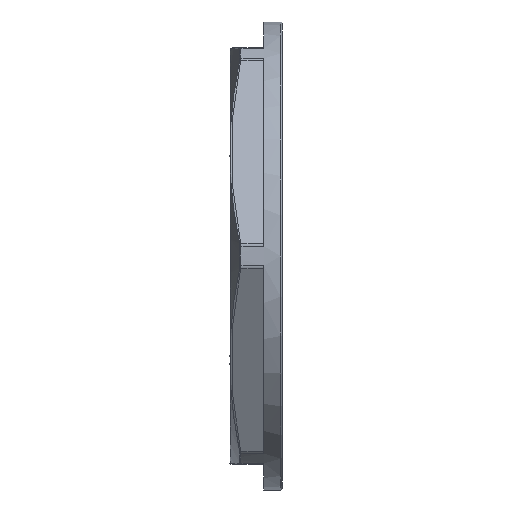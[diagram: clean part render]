
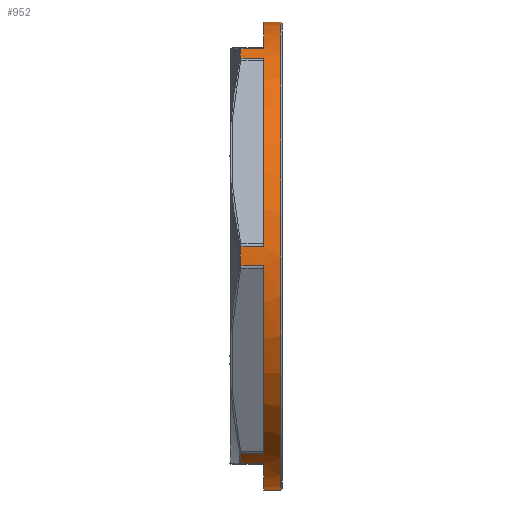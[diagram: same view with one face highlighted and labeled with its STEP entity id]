
A CAD part, front view. The second image highlights one B-rep face of the part: STEP entity #952.
In plain terms, the highlighted cylindrical face has radius 36.65 mm (diameter 73.3 mm), a full revolution.
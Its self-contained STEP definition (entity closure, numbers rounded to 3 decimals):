
#35=FACE_BOUND('',#192,.T.);
#47=LINE('',#1424,#79);
#49=LINE('',#1438,#81);
#50=LINE('',#1442,#82);
#51=LINE('',#1446,#83);
#52=LINE('',#1450,#84);
#53=LINE('',#1454,#85);
#54=LINE('',#1458,#86);
#55=LINE('',#1462,#87);
#56=LINE('',#1466,#88);
#57=LINE('',#1470,#89);
#58=LINE('',#1474,#90);
#59=LINE('',#1477,#91);
#79=VECTOR('',#1133,3.563);
#81=VECTOR('',#1149,3.563);
#82=VECTOR('',#1152,3.563);
#83=VECTOR('',#1155,3.563);
#84=VECTOR('',#1158,3.563);
#85=VECTOR('',#1161,3.563);
#86=VECTOR('',#1164,3.563);
#87=VECTOR('',#1167,3.563);
#88=VECTOR('',#1170,3.563);
#89=VECTOR('',#1173,3.563);
#90=VECTOR('',#1176,3.563);
#91=VECTOR('',#1179,3.563);
#112=CYLINDRICAL_SURFACE('',#1023,36.65);
#129=FACE_OUTER_BOUND('',#191,.T.);
#191=EDGE_LOOP('',(#635));
#192=EDGE_LOOP('',(#636,#637,#638,#639,#640,#641,#642,#643,#644,#645,#646,
#647,#648,#649,#650,#651,#652,#653,#654,#655,#656,#657,#658,#659));
#314=CIRCLE('',#1020,36.65);
#317=CIRCLE('',#1024,36.65);
#318=CIRCLE('',#1025,36.65);
#319=CIRCLE('',#1026,36.65);
#320=CIRCLE('',#1027,36.65);
#321=CIRCLE('',#1028,36.65);
#322=CIRCLE('',#1029,36.65);
#323=CIRCLE('',#1030,36.65);
#324=CIRCLE('',#1031,36.65);
#325=CIRCLE('',#1032,36.65);
#326=CIRCLE('',#1033,36.65);
#327=CIRCLE('',#1034,36.65);
#328=CIRCLE('',#1035,36.65);
#378=VERTEX_POINT('',#1407);
#381=VERTEX_POINT('',#1422);
#382=VERTEX_POINT('',#1427);
#384=VERTEX_POINT('',#1433);
#385=VERTEX_POINT('',#1435);
#386=VERTEX_POINT('',#1437);
#387=VERTEX_POINT('',#1439);
#388=VERTEX_POINT('',#1441);
#389=VERTEX_POINT('',#1443);
#390=VERTEX_POINT('',#1445);
#391=VERTEX_POINT('',#1447);
#392=VERTEX_POINT('',#1449);
#393=VERTEX_POINT('',#1451);
#394=VERTEX_POINT('',#1453);
#395=VERTEX_POINT('',#1455);
#396=VERTEX_POINT('',#1457);
#397=VERTEX_POINT('',#1459);
#398=VERTEX_POINT('',#1461);
#399=VERTEX_POINT('',#1463);
#400=VERTEX_POINT('',#1465);
#401=VERTEX_POINT('',#1467);
#402=VERTEX_POINT('',#1469);
#403=VERTEX_POINT('',#1471);
#404=VERTEX_POINT('',#1473);
#405=VERTEX_POINT('',#1475);
#475=EDGE_CURVE('',#381,#378,#47,.T.);
#477=EDGE_CURVE('',#378,#382,#314,.T.);
#480=EDGE_CURVE('',#384,#384,#317,.T.);
#481=EDGE_CURVE('',#385,#381,#318,.T.);
#482=EDGE_CURVE('',#386,#385,#49,.T.);
#483=EDGE_CURVE('',#387,#386,#319,.T.);
#484=EDGE_CURVE('',#388,#387,#50,.T.);
#485=EDGE_CURVE('',#389,#388,#320,.T.);
#486=EDGE_CURVE('',#390,#389,#51,.T.);
#487=EDGE_CURVE('',#391,#390,#321,.T.);
#488=EDGE_CURVE('',#392,#391,#52,.T.);
#489=EDGE_CURVE('',#393,#392,#322,.T.);
#490=EDGE_CURVE('',#394,#393,#53,.T.);
#491=EDGE_CURVE('',#395,#394,#323,.T.);
#492=EDGE_CURVE('',#396,#395,#54,.T.);
#493=EDGE_CURVE('',#397,#396,#324,.T.);
#494=EDGE_CURVE('',#398,#397,#55,.T.);
#495=EDGE_CURVE('',#399,#398,#325,.T.);
#496=EDGE_CURVE('',#400,#399,#56,.T.);
#497=EDGE_CURVE('',#401,#400,#326,.T.);
#498=EDGE_CURVE('',#402,#401,#57,.T.);
#499=EDGE_CURVE('',#403,#402,#327,.T.);
#500=EDGE_CURVE('',#404,#403,#58,.T.);
#501=EDGE_CURVE('',#405,#404,#328,.T.);
#502=EDGE_CURVE('',#382,#405,#59,.T.);
#635=ORIENTED_EDGE('',*,*,#480,.F.);
#636=ORIENTED_EDGE('',*,*,#475,.F.);
#637=ORIENTED_EDGE('',*,*,#481,.F.);
#638=ORIENTED_EDGE('',*,*,#482,.F.);
#639=ORIENTED_EDGE('',*,*,#483,.F.);
#640=ORIENTED_EDGE('',*,*,#484,.F.);
#641=ORIENTED_EDGE('',*,*,#485,.F.);
#642=ORIENTED_EDGE('',*,*,#486,.F.);
#643=ORIENTED_EDGE('',*,*,#487,.F.);
#644=ORIENTED_EDGE('',*,*,#488,.F.);
#645=ORIENTED_EDGE('',*,*,#489,.F.);
#646=ORIENTED_EDGE('',*,*,#490,.F.);
#647=ORIENTED_EDGE('',*,*,#491,.F.);
#648=ORIENTED_EDGE('',*,*,#492,.F.);
#649=ORIENTED_EDGE('',*,*,#493,.F.);
#650=ORIENTED_EDGE('',*,*,#494,.F.);
#651=ORIENTED_EDGE('',*,*,#495,.F.);
#652=ORIENTED_EDGE('',*,*,#496,.F.);
#653=ORIENTED_EDGE('',*,*,#497,.F.);
#654=ORIENTED_EDGE('',*,*,#498,.F.);
#655=ORIENTED_EDGE('',*,*,#499,.F.);
#656=ORIENTED_EDGE('',*,*,#500,.F.);
#657=ORIENTED_EDGE('',*,*,#501,.F.);
#658=ORIENTED_EDGE('',*,*,#502,.F.);
#659=ORIENTED_EDGE('',*,*,#477,.F.);
#952=ADVANCED_FACE('',(#129,#35),#112,.T.);
#1020=AXIS2_PLACEMENT_3D('',#1428,#1137,#1138);
#1023=AXIS2_PLACEMENT_3D('',#1432,#1143,#1144);
#1024=AXIS2_PLACEMENT_3D('',#1434,#1145,#1146);
#1025=AXIS2_PLACEMENT_3D('',#1436,#1147,#1148);
#1026=AXIS2_PLACEMENT_3D('',#1440,#1150,#1151);
#1027=AXIS2_PLACEMENT_3D('',#1444,#1153,#1154);
#1028=AXIS2_PLACEMENT_3D('',#1448,#1156,#1157);
#1029=AXIS2_PLACEMENT_3D('',#1452,#1159,#1160);
#1030=AXIS2_PLACEMENT_3D('',#1456,#1162,#1163);
#1031=AXIS2_PLACEMENT_3D('',#1460,#1165,#1166);
#1032=AXIS2_PLACEMENT_3D('',#1464,#1168,#1169);
#1033=AXIS2_PLACEMENT_3D('',#1468,#1171,#1172);
#1034=AXIS2_PLACEMENT_3D('',#1472,#1174,#1175);
#1035=AXIS2_PLACEMENT_3D('',#1476,#1177,#1178);
#1133=DIRECTION('',(-1.,0.,0.));
#1137=DIRECTION('center_axis',(-1.,0.,0.));
#1138=DIRECTION('ref_axis',(0.,-0.497,-0.868));
#1143=DIRECTION('center_axis',(1.,0.,0.));
#1144=DIRECTION('ref_axis',(0.,1.,0.));
#1145=DIRECTION('center_axis',(1.,0.,0.));
#1146=DIRECTION('ref_axis',(0.,-1.,0.));
#1147=DIRECTION('center_axis',(-1.,0.,0.));
#1148=DIRECTION('ref_axis',(0.,1.,0.));
#1149=DIRECTION('',(1.,0.,0.));
#1150=DIRECTION('center_axis',(-1.,0.,0.));
#1151=DIRECTION('ref_axis',(0.,0.5,-0.866));
#1152=DIRECTION('',(-1.,0.,0.));
#1153=DIRECTION('center_axis',(-1.,0.,0.));
#1154=DIRECTION('ref_axis',(0.,1.,0.));
#1155=DIRECTION('',(1.,0.,0.));
#1156=DIRECTION('center_axis',(-1.,0.,0.));
#1157=DIRECTION('ref_axis',(0.,1.,-0.004));
#1158=DIRECTION('',(-1.,0.,0.));
#1159=DIRECTION('center_axis',(-1.,0.,0.));
#1160=DIRECTION('ref_axis',(0.,1.,0.));
#1161=DIRECTION('',(1.,0.,0.));
#1162=DIRECTION('center_axis',(-1.,0.,0.));
#1163=DIRECTION('ref_axis',(0.,0.503,0.864));
#1164=DIRECTION('',(-1.,0.,0.));
#1165=DIRECTION('center_axis',(-1.,0.,0.));
#1166=DIRECTION('ref_axis',(0.,1.,0.));
#1167=DIRECTION('',(1.,0.,0.));
#1168=DIRECTION('center_axis',(-1.,0.,0.));
#1169=DIRECTION('ref_axis',(0.,-0.497,0.868));
#1170=DIRECTION('',(-1.,0.,0.));
#1171=DIRECTION('center_axis',(-1.,0.,0.));
#1172=DIRECTION('ref_axis',(0.,1.,0.));
#1173=DIRECTION('',(1.,0.,0.));
#1174=DIRECTION('center_axis',(-1.,0.,0.));
#1175=DIRECTION('ref_axis',(0.,-1.,0.));
#1176=DIRECTION('',(-1.,0.,0.));
#1177=DIRECTION('center_axis',(-1.,0.,0.));
#1178=DIRECTION('ref_axis',(0.,1.,0.));
#1179=DIRECTION('',(1.,0.,0.));
#1407=CARTESIAN_POINT('',(-6.433,-16.966,-32.486));
#1422=CARTESIAN_POINT('',(-2.87,-16.966,-32.486));
#1424=CARTESIAN_POINT('',(-1.435,-16.966,-32.486));
#1427=CARTESIAN_POINT('',(-6.433,-19.651,-30.936));
#1428=CARTESIAN_POINT('Origin',(-6.433,0.,0.));
#1432=CARTESIAN_POINT('Origin',(-1.435,0.,0.));
#1433=CARTESIAN_POINT('',(-0.2,36.65,0.));
#1434=CARTESIAN_POINT('Origin',(-0.2,0.,0.));
#1435=CARTESIAN_POINT('',(-2.87,16.966,-32.486));
#1436=CARTESIAN_POINT('Origin',(-2.87,0.,0.));
#1437=CARTESIAN_POINT('',(-6.433,16.966,-32.486));
#1438=CARTESIAN_POINT('',(-1.435,16.966,-32.486));
#1439=CARTESIAN_POINT('',(-6.433,19.651,-30.936));
#1440=CARTESIAN_POINT('Origin',(-6.433,0.,0.));
#1441=CARTESIAN_POINT('',(-2.87,19.651,-30.936));
#1442=CARTESIAN_POINT('',(-1.435,19.651,-30.936));
#1443=CARTESIAN_POINT('',(-2.87,36.617,-1.55));
#1444=CARTESIAN_POINT('Origin',(-2.87,0.,0.));
#1445=CARTESIAN_POINT('',(-6.433,36.617,-1.55));
#1446=CARTESIAN_POINT('',(-1.435,36.617,-1.55));
#1447=CARTESIAN_POINT('',(-6.433,36.617,1.55));
#1448=CARTESIAN_POINT('Origin',(-6.433,0.,0.));
#1449=CARTESIAN_POINT('',(-2.87,36.617,1.55));
#1450=CARTESIAN_POINT('',(-1.435,36.617,1.55));
#1451=CARTESIAN_POINT('',(-2.87,19.651,30.936));
#1452=CARTESIAN_POINT('Origin',(-2.87,0.,0.));
#1453=CARTESIAN_POINT('',(-6.433,19.651,30.936));
#1454=CARTESIAN_POINT('',(-1.435,19.651,30.936));
#1455=CARTESIAN_POINT('',(-6.433,16.966,32.486));
#1456=CARTESIAN_POINT('Origin',(-6.433,0.,0.));
#1457=CARTESIAN_POINT('',(-2.87,16.966,32.486));
#1458=CARTESIAN_POINT('',(-1.435,16.966,32.486));
#1459=CARTESIAN_POINT('',(-2.87,-16.966,32.486));
#1460=CARTESIAN_POINT('Origin',(-2.87,0.,0.));
#1461=CARTESIAN_POINT('',(-6.433,-16.966,32.486));
#1462=CARTESIAN_POINT('',(-1.435,-16.966,32.486));
#1463=CARTESIAN_POINT('',(-6.433,-19.651,30.936));
#1464=CARTESIAN_POINT('Origin',(-6.433,0.,0.));
#1465=CARTESIAN_POINT('',(-2.87,-19.651,30.936));
#1466=CARTESIAN_POINT('',(-1.435,-19.651,30.936));
#1467=CARTESIAN_POINT('',(-2.87,-36.617,1.55));
#1468=CARTESIAN_POINT('Origin',(-2.87,0.,0.));
#1469=CARTESIAN_POINT('',(-6.433,-36.617,1.55));
#1470=CARTESIAN_POINT('',(-1.435,-36.617,1.55));
#1471=CARTESIAN_POINT('',(-6.433,-36.617,-1.55));
#1472=CARTESIAN_POINT('Origin',(-6.433,0.,0.));
#1473=CARTESIAN_POINT('',(-2.87,-36.617,-1.55));
#1474=CARTESIAN_POINT('',(-1.435,-36.617,-1.55));
#1475=CARTESIAN_POINT('',(-2.87,-19.651,-30.936));
#1476=CARTESIAN_POINT('Origin',(-2.87,0.,0.));
#1477=CARTESIAN_POINT('',(-1.435,-19.651,-30.936));
